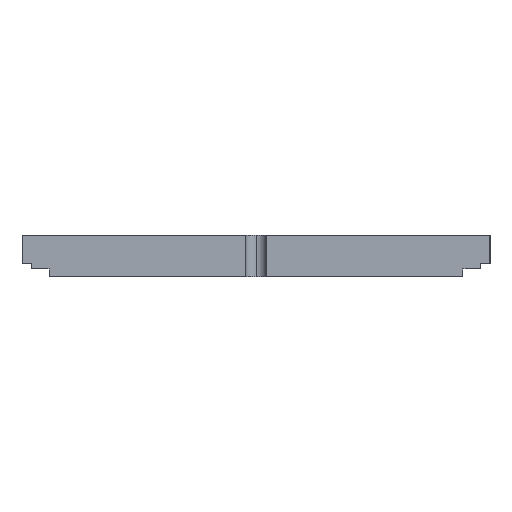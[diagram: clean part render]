
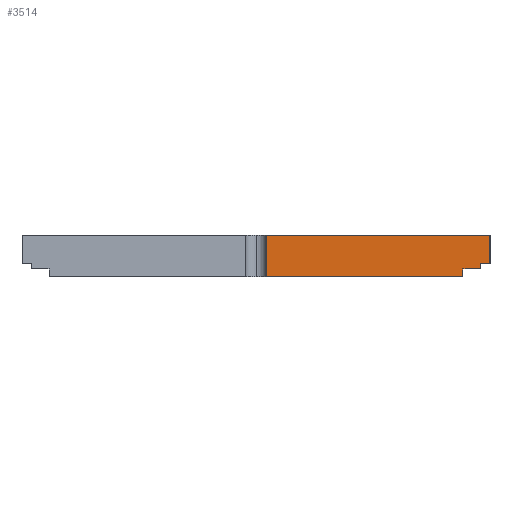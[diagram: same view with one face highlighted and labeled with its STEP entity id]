
A CAD part, left-side view. The second image highlights one B-rep face of the part: STEP entity #3514.
In plain terms, the highlighted planar face has unit normal (-1, 0, 0).
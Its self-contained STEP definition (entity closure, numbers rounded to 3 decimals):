
#8 = DIRECTION ( 'NONE',  ( 0., 0., -1. ) ) ;
#14 = ORIENTED_EDGE ( 'NONE', *, *, #2086, .T. ) ;
#26 = LINE ( 'NONE', #2334, #841 ) ;
#30 = EDGE_CURVE ( 'NONE', #435, #2011, #3115, .T. ) ;
#58 = VECTOR ( 'NONE', #3006, 1000. ) ;
#68 = DIRECTION ( 'NONE',  ( 0., 0., -1. ) ) ;
#93 = EDGE_CURVE ( 'NONE', #2011, #3356, #1440, .T. ) ;
#113 = EDGE_CURVE ( 'NONE', #853, #1082, #1273, .T. ) ;
#140 = LINE ( 'NONE', #965, #4051 ) ;
#229 = VECTOR ( 'NONE', #8, 1000. ) ;
#396 = CARTESIAN_POINT ( 'NONE',  ( 0., -47., 8. ) ) ;
#435 = VERTEX_POINT ( 'NONE', #3675 ) ;
#723 = CARTESIAN_POINT ( 'NONE',  ( 0., -4., 0. ) ) ;
#841 = VECTOR ( 'NONE', #1068, 1000. ) ;
#853 = VERTEX_POINT ( 'NONE', #3573 ) ;
#917 = EDGE_CURVE ( 'NONE', #1986, #1405, #140, .T. ) ;
#962 = ORIENTED_EDGE ( 'NONE', *, *, #30, .F. ) ;
#965 = CARTESIAN_POINT ( 'NONE',  ( 0., -47., 8. ) ) ;
#1068 = DIRECTION ( 'NONE',  ( 0., 1., 0. ) ) ;
#1082 = VERTEX_POINT ( 'NONE', #3365 ) ;
#1092 = VERTEX_POINT ( 'NONE', #2709 ) ;
#1102 = ORIENTED_EDGE ( 'NONE', *, *, #113, .F. ) ;
#1103 = FACE_OUTER_BOUND ( 'NONE', #2251, .T. ) ;
#1273 = LINE ( 'NONE', #3649, #2814 ) ;
#1405 = VERTEX_POINT ( 'NONE', #3804 ) ;
#1409 = DIRECTION ( 'NONE',  ( 0., 0., -1. ) ) ;
#1424 = DIRECTION ( 'NONE',  ( -1., 0., 0. ) ) ;
#1440 = LINE ( 'NONE', #723, #58 ) ;
#1591 = CARTESIAN_POINT ( 'NONE',  ( 0., -4., 8. ) ) ;
#1675 = LINE ( 'NONE', #396, #2899 ) ;
#1719 = CARTESIAN_POINT ( 'NONE',  ( 0., -4., 0. ) ) ;
#1907 = LINE ( 'NONE', #2913, #229 ) ;
#1986 = VERTEX_POINT ( 'NONE', #2606 ) ;
#2011 = VERTEX_POINT ( 'NONE', #1719 ) ;
#2037 = AXIS2_PLACEMENT_3D ( 'NONE', #3985, #1424, #3347 ) ;
#2050 = CARTESIAN_POINT ( 'NONE',  ( 0., -45.2, 2.5 ) ) ;
#2086 = EDGE_CURVE ( 'NONE', #1986, #3356, #1675, .T. ) ;
#2122 = EDGE_CURVE ( 'NONE', #1405, #853, #2543, .T. ) ;
#2155 = ORIENTED_EDGE ( 'NONE', *, *, #93, .F. ) ;
#2222 = ORIENTED_EDGE ( 'NONE', *, *, #4030, .F. ) ;
#2251 = EDGE_LOOP ( 'NONE', ( #1102, #2941, #3561, #14, #2155, #962, #2222, #2704 ) ) ;
#2334 = CARTESIAN_POINT ( 'NONE',  ( 0., -45.2, 1.5 ) ) ;
#2543 = LINE ( 'NONE', #2050, #2945 ) ;
#2555 = VECTOR ( 'NONE', #3300, 1000. ) ;
#2606 = CARTESIAN_POINT ( 'NONE',  ( 0., -47., 8. ) ) ;
#2704 = ORIENTED_EDGE ( 'NONE', *, *, #4156, .F. ) ;
#2709 = CARTESIAN_POINT ( 'NONE',  ( 0., -41.8, 1.5 ) ) ;
#2814 = VECTOR ( 'NONE', #1409, 1000. ) ;
#2899 = VECTOR ( 'NONE', #3983, 1000. ) ;
#2913 = CARTESIAN_POINT ( 'NONE',  ( 0., -41.8, 1.5 ) ) ;
#2941 = ORIENTED_EDGE ( 'NONE', *, *, #2122, .F. ) ;
#2945 = VECTOR ( 'NONE', #2979, 1000. ) ;
#2979 = DIRECTION ( 'NONE',  ( 0., 1., 0. ) ) ;
#3006 = DIRECTION ( 'NONE',  ( 0., 0., 1. ) ) ;
#3030 = CARTESIAN_POINT ( 'NONE',  ( 0., -47., 0. ) ) ;
#3115 = LINE ( 'NONE', #3030, #2555 ) ;
#3300 = DIRECTION ( 'NONE',  ( 0., 1., 0. ) ) ;
#3347 = DIRECTION ( 'NONE',  ( 0., 0., 1. ) ) ;
#3356 = VERTEX_POINT ( 'NONE', #1591 ) ;
#3365 = CARTESIAN_POINT ( 'NONE',  ( 0., -45.2, 1.5 ) ) ;
#3514 = ADVANCED_FACE ( 'NONE', ( #1103 ), #4014, .T. ) ;
#3561 = ORIENTED_EDGE ( 'NONE', *, *, #917, .F. ) ;
#3573 = CARTESIAN_POINT ( 'NONE',  ( 0., -45.2, 2.5 ) ) ;
#3649 = CARTESIAN_POINT ( 'NONE',  ( 0., -45.2, 1.5 ) ) ;
#3675 = CARTESIAN_POINT ( 'NONE',  ( 0., -41.8, 0. ) ) ;
#3804 = CARTESIAN_POINT ( 'NONE',  ( 0., -47., 2.5 ) ) ;
#3983 = DIRECTION ( 'NONE',  ( 0., 1., 0. ) ) ;
#3985 = CARTESIAN_POINT ( 'NONE',  ( 0., -47., 8. ) ) ;
#4014 = PLANE ( 'NONE',  #2037 ) ;
#4030 = EDGE_CURVE ( 'NONE', #1092, #435, #1907, .T. ) ;
#4051 = VECTOR ( 'NONE', #68, 1000. ) ;
#4156 = EDGE_CURVE ( 'NONE', #1082, #1092, #26, .T. ) ;
